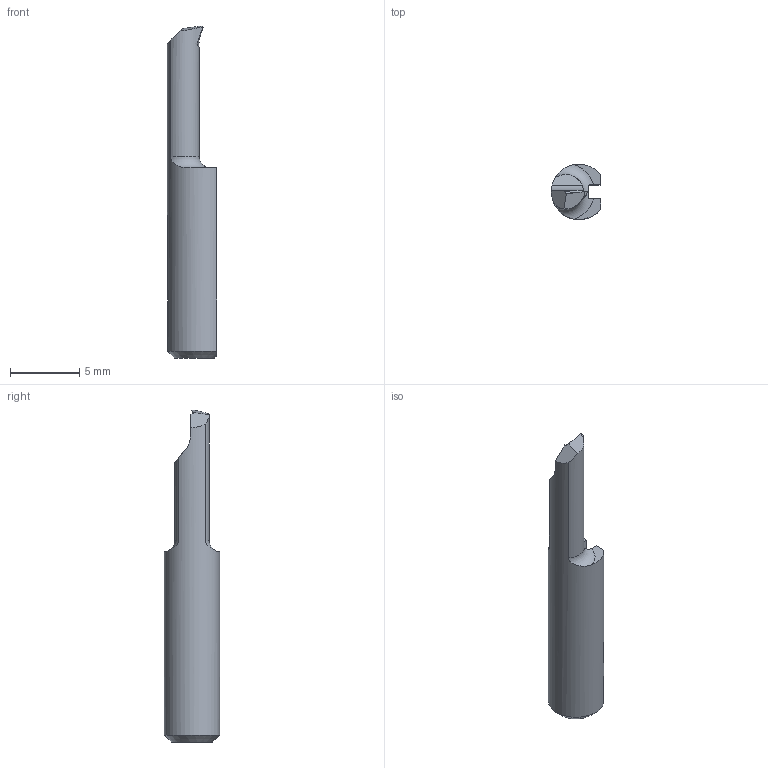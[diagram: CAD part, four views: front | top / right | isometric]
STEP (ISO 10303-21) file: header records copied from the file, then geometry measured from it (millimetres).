
FILE_DESCRIPTION (( 'STEP AP203' ), '1' );
FILE_NAME ('R050.3-10.step', '2023-12-22T09:55:44', ( '' ), ( '' ), 'SwSTEP 2.0', 'SolidWorks 2022', '' );
FILE_SCHEMA (( 'CONFIG_CONTROL_DESIGN' ));
Length unit declared in the file: millimetre
Products named in the file (1): R050.3-10
Bounding box: 3.55 x 4 x 24 mm (x, y, z)
Volume: 189.5 mm3; surface area: 280.8 mm2
Topology: 1 solids, 1 shells, 31 faces, 87 edges, 57 vertices
Faces by surface type: plane 16, cylinder 9, torus 4, cone 1, bspline 1
Entity records: 1130 total; most frequent: CARTESIAN_POINT 319, ORIENTED_EDGE 172, DIRECTION 133, EDGE_CURVE 86, VERTEX_POINT 57, AXIS2_PLACEMENT_3D 48, VECTOR 37, LINE 37
